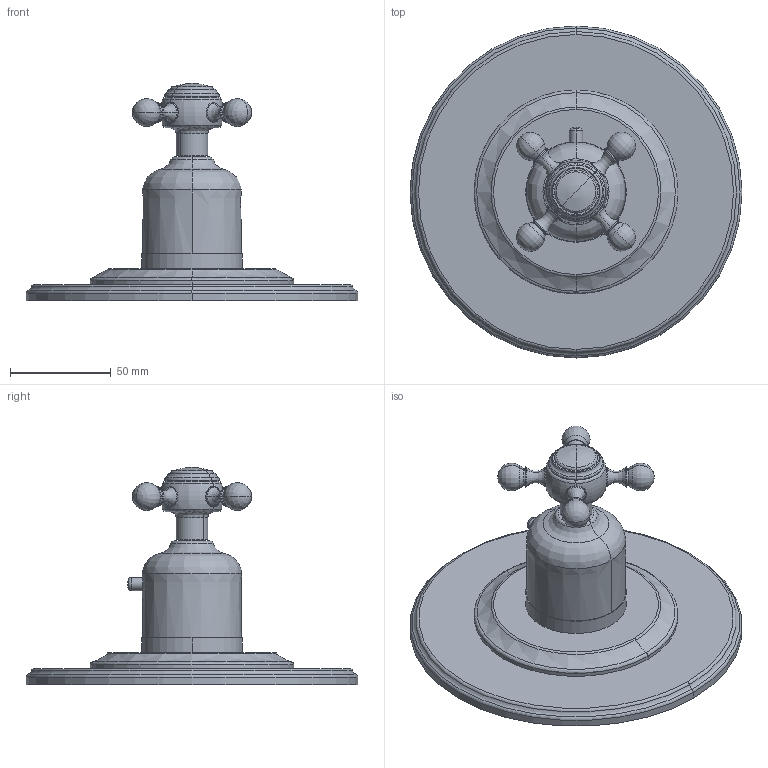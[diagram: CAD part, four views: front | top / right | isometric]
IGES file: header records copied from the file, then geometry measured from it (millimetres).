
Start section:  PTC IGES file: 3-1764tr.igs
Global section: file name: 3-1764tr.igs; native system: Creo Parametric by PTC Inc.; preprocessor: 2018400; author: jinson.thomas; organization: Unknown; date: 20201204.100226; units: inch
Bounding box: 165.1 x 165.1 x 107.98 mm (x, y, z)
Volume: 340415.7 mm3; surface area: 61012.5 mm2
Topology: 1 solids, 1 shells, 126 faces, 269 edges, 148 vertices
Faces by surface type: revolution 112, bspline 14
